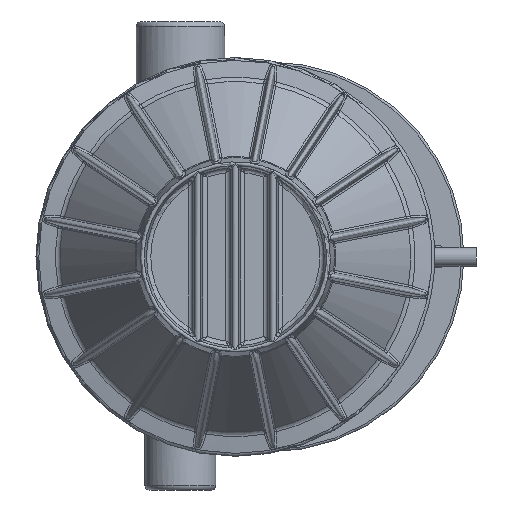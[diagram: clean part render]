
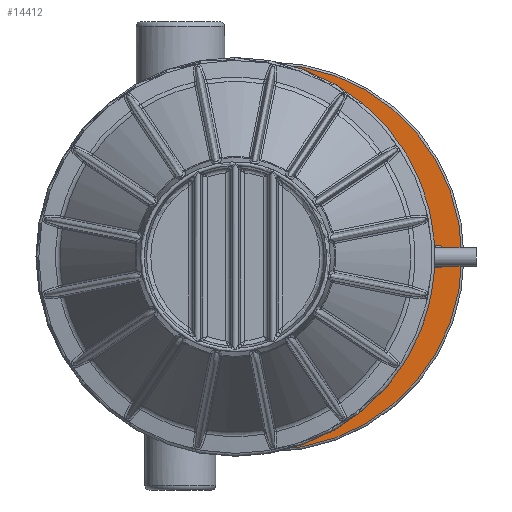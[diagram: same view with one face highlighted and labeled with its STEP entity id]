
A CAD part, front view. The second image highlights one B-rep face of the part: STEP entity #14412.
In plain terms, the highlighted planar face has unit normal (0, -1, 0).
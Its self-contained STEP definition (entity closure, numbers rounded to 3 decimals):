
#5389=PLANE('',#50285);
#14412=ADVANCED_FACE('',(#17723,#17724),#5389,.F.);
#17723=FACE_BOUND('',#18812,.T.);
#17724=FACE_BOUND('',#18813,.T.);
#18812=EDGE_LOOP('',(#23491));
#18813=EDGE_LOOP('',(#23492));
#23491=ORIENTED_EDGE('',*,*,#41629,.T.);
#23492=ORIENTED_EDGE('',*,*,#41630,.T.);
#36852=VERTEX_POINT('',#74117);
#36853=VERTEX_POINT('',#74119);
#41629=EDGE_CURVE('',#36852,#36852,#48098,.T.);
#41630=EDGE_CURVE('',#36853,#36853,#48099,.T.);
#48098=CIRCLE('',#50283,320.);
#48099=CIRCLE('',#50284,435.);
#50283=AXIS2_PLACEMENT_3D('',#74116,#55426,#55427);
#50284=AXIS2_PLACEMENT_3D('',#74118,#55428,#55429);
#50285=AXIS2_PLACEMENT_3D('',#74120,#55430,#55431);
#55426=DIRECTION('',(0.,1.,0.));
#55427=DIRECTION('',(0.,0.,1.));
#55428=DIRECTION('',(0.,-1.,0.));
#55429=DIRECTION('',(0.,0.,1.));
#55430=DIRECTION('',(0.,1.,0.));
#55431=DIRECTION('',(0.,0.,1.));
#74116=CARTESIAN_POINT('',(0.,-70.,0.));
#74117=CARTESIAN_POINT('',(0.,-70.,320.));
#74118=CARTESIAN_POINT('',(0.,-70.,0.));
#74119=CARTESIAN_POINT('',(0.,-70.,435.));
#74120=CARTESIAN_POINT('',(-430.,-70.,0.));
